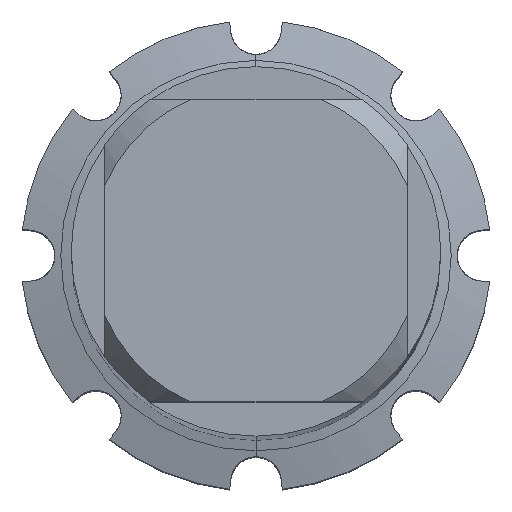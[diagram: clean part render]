
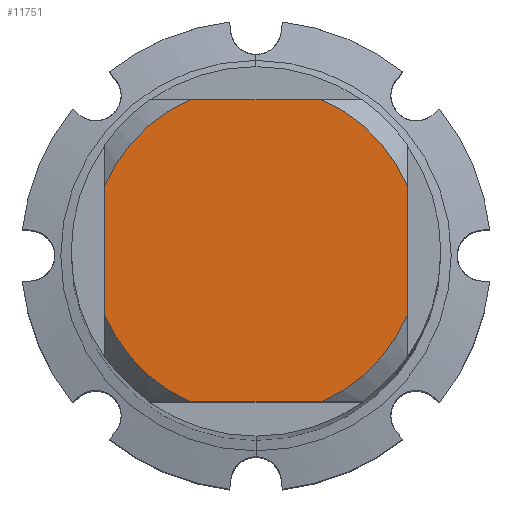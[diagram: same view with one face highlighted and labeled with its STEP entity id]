
A CAD part, top view. The second image highlights one B-rep face of the part: STEP entity #11751.
In plain terms, the highlighted planar face has unit normal (0, 0, 1).
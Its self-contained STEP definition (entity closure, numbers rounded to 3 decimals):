
#6031=VERTEX_POINT('',#15872);
#6629=VERTEX_POINT('',#16520);
#8023=VERTEX_POINT('',#18018);
#8577=VERTEX_POINT('',#18628);
#9967=EDGE_CURVE('',#8577,#8023,#20121,.T.);
#10011=VERTEX_POINT('',#20166);
#10661=EDGE_CURVE('',#12585,#6629,#20874,.T.);
#11045=EDGE_CURVE('',#10011,#6629,#21302,.T.);
#11153=EDGE_CURVE('',#11431,#6031,#21423,.T.);
#11431=VERTEX_POINT('',#21724);
#11751=ADVANCED_FACE('',(#22072),#22073,.T.);
#12275=EDGE_CURVE('',#8577,#13445,#22644,.T.);
#12585=VERTEX_POINT('',#22988);
#12939=EDGE_CURVE('',#11431,#8023,#23371,.T.);
#13445=VERTEX_POINT('',#23909);
#13949=EDGE_CURVE('',#10011,#13445,#24460,.T.);
#14273=EDGE_CURVE('',#12585,#6031,#24806,.T.);
#15872=CARTESIAN_POINT('',(-4.5,-1.939,0.0));
#16520=CARTESIAN_POINT('',(-1.939,4.5,0.0));
#18018=CARTESIAN_POINT('',(1.939,-4.5,0.0));
#18628=CARTESIAN_POINT('',(4.5,-1.939,0.0));
#20121=CIRCLE('',#35103,4.9);
#20166=CARTESIAN_POINT('',(1.939,4.5,0.0));
#20874=CIRCLE('',#36516,4.9);
#21302=LINE('',#37280,#37281);
#21423=CIRCLE('',#37500,4.9);
#21724=CARTESIAN_POINT('',(-1.939,-4.5,0.0));
#22072=FACE_OUTER_BOUND('',#38632,.T.);
#22073=PLANE('',#38633);
#22644=LINE('',#39648,#39649);
#22988=CARTESIAN_POINT('',(-4.5,1.939,0.0));
#23371=LINE('',#40879,#40880);
#23909=CARTESIAN_POINT('',(4.5,1.939,0.0));
#24460=CIRCLE('',#42930,4.9);
#24806=LINE('',#43504,#43505);
#35103=AXIS2_PLACEMENT_3D('',#49904,#49905,#49906);
#36516=AXIS2_PLACEMENT_3D('',#50631,#50632,#50633);
#37280=CARTESIAN_POINT('',(0.0,4.5,0.0));
#37281=VECTOR('',#51128,1.0);
#37500=AXIS2_PLACEMENT_3D('',#51272,#51273,#51274);
#38632=EDGE_LOOP('',(#52034,#52035,#52036,#52037,#52038,#52039,#52040,#52041));
#38633=AXIS2_PLACEMENT_3D('',#52042,#52043,#52044);
#39648=CARTESIAN_POINT('',(4.5,1.225,0.0));
#39649=VECTOR('',#52603,1.0);
#40879=CARTESIAN_POINT('',(0.0,-4.5,0.0));
#40880=VECTOR('',#53379,1.0);
#42930=AXIS2_PLACEMENT_3D('',#54593,#54594,#54595);
#43504=CARTESIAN_POINT('',(-4.5,1.225,0.0));
#43505=VECTOR('',#54893,1.0);
#49904=CARTESIAN_POINT('',(0.0,0.0,0.0));
#49905=DIRECTION('',(0.0,0.0,-1.0));
#49906=DIRECTION('',(0.0,1.0,0.0));
#50631=CARTESIAN_POINT('',(0.0,0.0,0.0));
#50632=DIRECTION('',(0.0,0.0,-1.0));
#50633=DIRECTION('',(0.0,1.0,0.0));
#51128=DIRECTION('',(-1.0,0.0,0.0));
#51272=CARTESIAN_POINT('',(0.0,0.0,0.0));
#51273=DIRECTION('',(0.0,0.0,-1.0));
#51274=DIRECTION('',(0.0,1.0,0.0));
#52034=ORIENTED_EDGE('',*,*,#14273,.T.);
#52035=ORIENTED_EDGE('',*,*,#11153,.F.);
#52036=ORIENTED_EDGE('',*,*,#12939,.T.);
#52037=ORIENTED_EDGE('',*,*,#9967,.F.);
#52038=ORIENTED_EDGE('',*,*,#12275,.T.);
#52039=ORIENTED_EDGE('',*,*,#13949,.F.);
#52040=ORIENTED_EDGE('',*,*,#11045,.T.);
#52041=ORIENTED_EDGE('',*,*,#10661,.F.);
#52042=CARTESIAN_POINT('',(0.0,2.45,0.0));
#52043=DIRECTION('',(-0.0,0.0,1.0));
#52044=DIRECTION('',(0.0,-1.0,0.0));
#52603=DIRECTION('',(-0.0,1.0,0.0));
#53379=DIRECTION('',(1.0,0.0,0.0));
#54593=CARTESIAN_POINT('',(0.0,0.0,0.0));
#54594=DIRECTION('',(0.0,0.0,-1.0));
#54595=DIRECTION('',(0.0,1.0,0.0));
#54893=DIRECTION('',(-0.0,-1.0,0.0));
